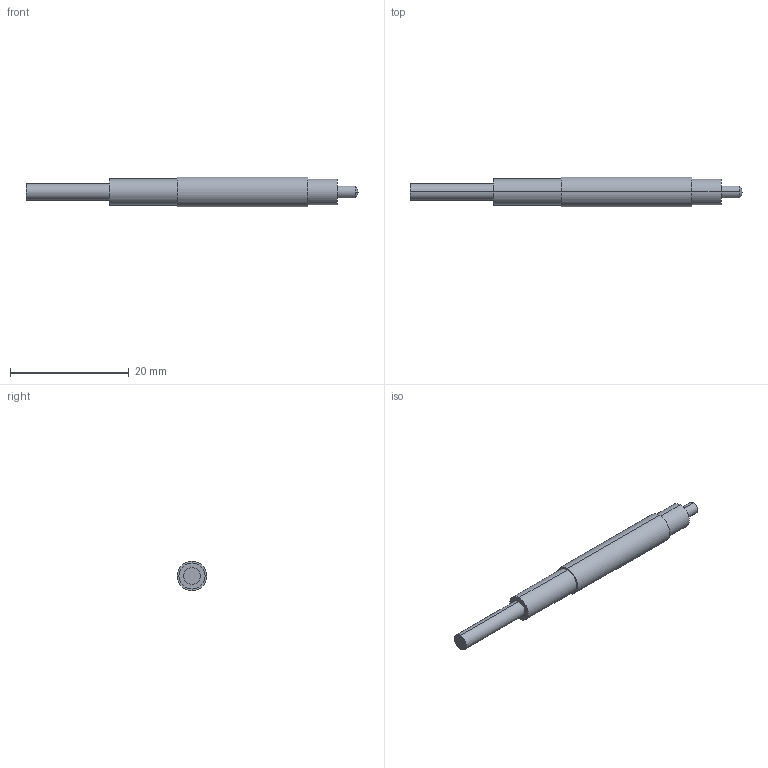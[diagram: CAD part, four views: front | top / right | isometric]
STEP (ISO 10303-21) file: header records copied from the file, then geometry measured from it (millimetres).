
FILE_DESCRIPTION (( 'STEP AP214' ), '1' );
FILE_NAME ('CSJS50A.STEP', '2024-07-03T14:44:37', ( '' ), ( '' ), 'SwSTEP 2.0', 'SolidWorks 2023', '' );
FILE_SCHEMA (( 'AUTOMOTIVE_DESIGN' ));
Length unit declared in the file: inch
Products named in the file (1): CSJS50A
Bounding box: 56 x 5 x 5 mm (x, y, z)
Volume: 776.1 mm3; surface area: 754.6 mm2
Topology: 1 solids, 1 shells, 17 faces, 33 edges, 22 vertices
Faces by surface type: cylinder 10, plane 5, bspline 2
Entity records: 499 total; most frequent: CARTESIAN_POINT 103, DIRECTION 88, ORIENTED_EDGE 66, AXIS2_PLACEMENT_3D 39, EDGE_CURVE 33, CIRCLE 23, VERTEX_POINT 22, EDGE_LOOP 21
